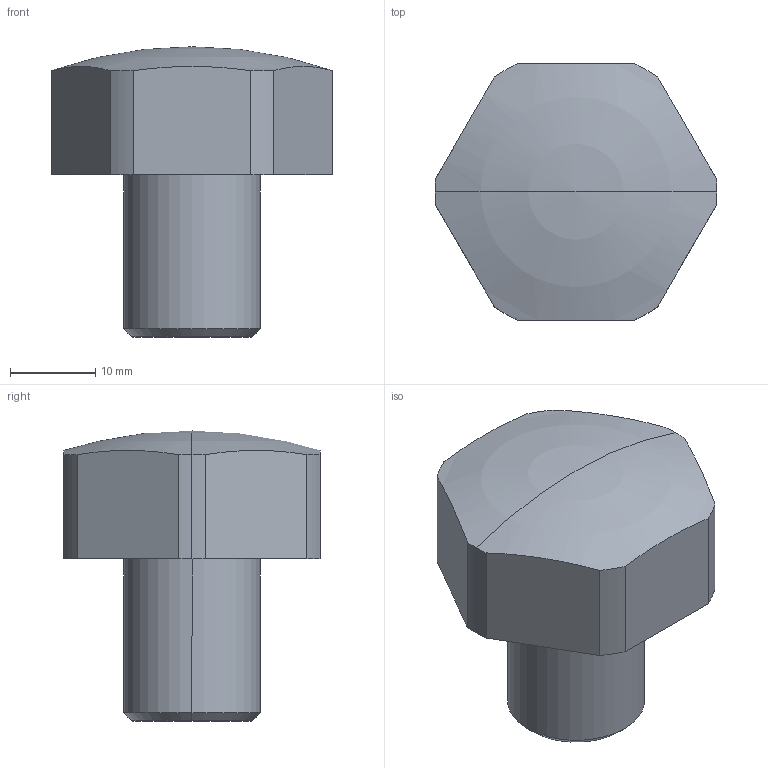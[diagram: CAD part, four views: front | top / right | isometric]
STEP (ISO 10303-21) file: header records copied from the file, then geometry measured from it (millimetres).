
FILE_DESCRIPTION(('STEP AP214'),'1');
FILE_NAME('HALDERN_EH_22690_0142.stp','2017-07-04T09:13:44',('TraceParts'),('TraceParts S.A.'),'Spatial InterOp 3D',' ',' ');
FILE_SCHEMA(('automotive_design'));
Length unit declared in the file: millimetre
Products named in the file (1): HALDERN_EH_22690_0142
Bounding box: 33 x 30 x 34 mm (x, y, z)
Volume: 14406.5 mm3; surface area: 3748.2 mm2
Topology: 1 solids, 1 shells, 24 faces, 60 edges, 37 vertices
Faces by surface type: cylinder 10, plane 8, cone 4, sphere 2
Entity records: 930 total; most frequent: DIRECTION 140, CARTESIAN_POINT 120, ORIENTED_EDGE 116, EDGE_CURVE 58, AXIS2_PLACEMENT_3D 57, VERTEX_POINT 37, CIRCLE 32, LINE 26
